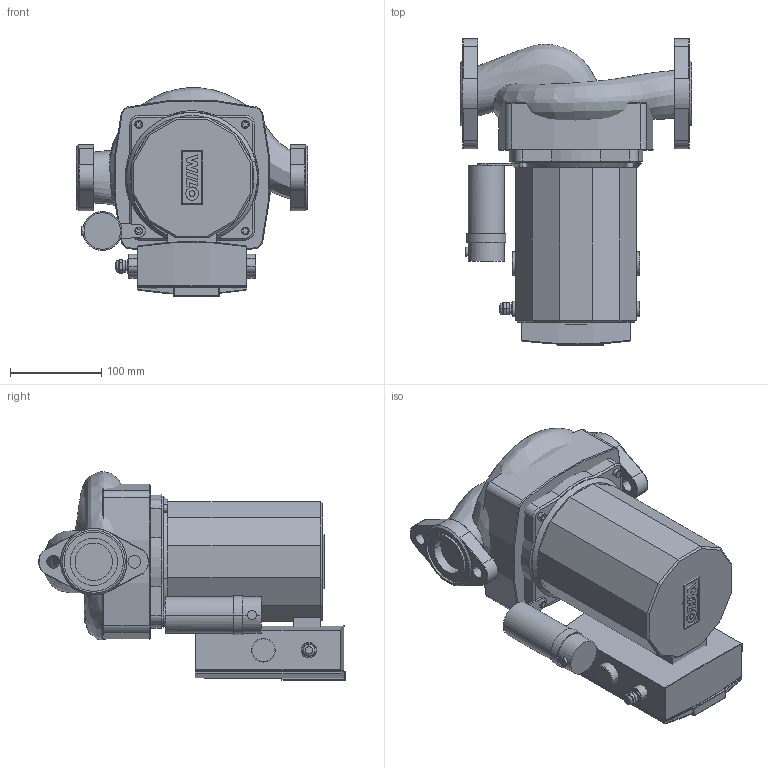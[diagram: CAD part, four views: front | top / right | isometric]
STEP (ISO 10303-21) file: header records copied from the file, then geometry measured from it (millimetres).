
FILE_DESCRIPTION((''),'2;1');
FILE_NAME('3d_TOP-S 1.5x50 115V-2067560.stp','2009-12-21T08:59:38',(''),(''),'Mechanical Desktop 2008','Mechanical Desktop 2008',', , ');
FILE_SCHEMA(('CONFIG_CONTROL_DESIGN'));
Length unit declared in the file: inch
Products named in the file (1): Product
Bounding box: 254 x 336.68 x 229.03 mm (x, y, z)
Volume: 6940879.8 mm3; surface area: 425911.3 mm2
Topology: 13 solids, 13 shells, 482 faces, 1111 edges, 663 vertices
Faces by surface type: plane 225, cylinder 119, bspline 62, cone 28, torus 26, sphere 22
Entity records: 22607 total; most frequent: CARTESIAN_POINT 11715, DIRECTION 2295, ORIENTED_EDGE 2194, EDGE_CURVE 1097, AXIS2_PLACEMENT_3D 838, VERTEX_POINT 663, VECTOR 619, LINE 619
